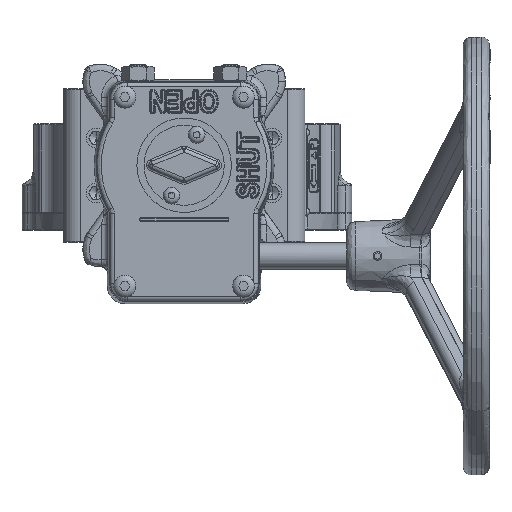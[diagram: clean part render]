
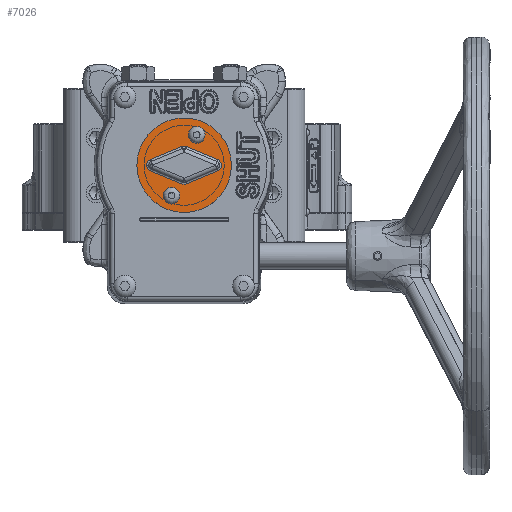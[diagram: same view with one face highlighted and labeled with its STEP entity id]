
A CAD part, top view. The second image highlights one B-rep face of the part: STEP entity #7026.
In plain terms, the highlighted planar face has unit normal (0, 0, 1).
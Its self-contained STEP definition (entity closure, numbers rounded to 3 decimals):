
#6926=CARTESIAN_POINT('',(-1.204,0.,221.25));
#6927=DIRECTION('',(0.,0.,-1.));
#6928=DIRECTION('',(0.,-1.,0.));
#6929=AXIS2_PLACEMENT_3D('',#6926,#6927,#6928);
#6930=PLANE('',#6929);
#6931=CARTESIAN_POINT('',(-1.204,-21.5,221.25));
#6932=VERTEX_POINT('',#6931);
#6933=CARTESIAN_POINT('',(-1.204,21.5,221.25));
#6934=VERTEX_POINT('',#6933);
#6935=CARTESIAN_POINT('',(-1.204,0.,221.25));
#6936=DIRECTION('',(0.,0.,-1.));
#6937=DIRECTION('',(0.,-1.,0.));
#6938=AXIS2_PLACEMENT_3D('',#6935,#6936,#6937);
#6939=CIRCLE('',#6938,21.5);
#6940=EDGE_CURVE('NONE',#6932,#6934,#6939,.T.);
#6941=ORIENTED_EDGE('',*,*,#6940,.F.);
#6942=CARTESIAN_POINT('',(-1.204,0.,221.25));
#6943=DIRECTION('',(0.,0.,-1.));
#6944=DIRECTION('',(0.,-1.,0.));
#6945=AXIS2_PLACEMENT_3D('',#6942,#6943,#6944);
#6946=CIRCLE('',#6945,21.5);
#6947=EDGE_CURVE('NONE',#6934,#6932,#6946,.T.);
#6948=ORIENTED_EDGE('',*,*,#6947,.F.);
#6949=EDGE_LOOP('',(#6941,#6948));
#6950=FACE_BOUND('',#6949,.T.);
#6951=CARTESIAN_POINT('',(-16.498,2.613,221.25));
#6952=VERTEX_POINT('',#6951);
#6953=CARTESIAN_POINT('',(-18.244,0.,221.25));
#6954=VERTEX_POINT('',#6953);
#6955=CARTESIAN_POINT('',(-16.498,2.613,221.25));
#6956=CARTESIAN_POINT('',(-17.588,2.161,221.25));
#6957=CARTESIAN_POINT('',(-18.244,1.18,221.25));
#6958=CARTESIAN_POINT('',(-18.244,0.,221.25));
#6959=(BOUNDED_CURVE()
B_SPLINE_CURVE(3,(#6955,#6956,#6957,#6958),.UNSPECIFIED.,.F.,.F.)
B_SPLINE_CURVE_WITH_KNOTS((4,4),(0.,0.5),.UNSPECIFIED.)
CURVE()
GEOMETRIC_REPRESENTATION_ITEM()
RATIONAL_B_SPLINE_CURVE((1.,0.888,0.888,1.))
REPRESENTATION_ITEM(''));
#6960=EDGE_CURVE('NONE',#6952,#6954,#6959,.T.);
#6961=ORIENTED_EDGE('',*,*,#6960,.F.);
#6962=CARTESIAN_POINT('',(-2.287,8.5,221.25));
#6963=VERTEX_POINT('',#6962);
#6964=CARTESIAN_POINT('',(-2.287,8.5,221.25));
#6965=CARTESIAN_POINT('',(-16.498,2.613,221.25));
#6966=B_SPLINE_CURVE_WITH_KNOTS('',1,(#6964,#6965),.UNSPECIFIED.,.F.,.F.,(2,2),(0.,15.382),.UNSPECIFIED.);
#6967=EDGE_CURVE('NONE',#6963,#6952,#6966,.T.);
#6968=ORIENTED_EDGE('',*,*,#6967,.F.);
#6969=CARTESIAN_POINT('',(-0.122,8.5,221.25));
#6970=VERTEX_POINT('',#6969);
#6971=CARTESIAN_POINT('',(-0.122,8.5,221.25));
#6972=CARTESIAN_POINT('',(-0.824,8.79,221.25));
#6973=CARTESIAN_POINT('',(-1.584,8.79,221.25));
#6974=CARTESIAN_POINT('',(-2.287,8.5,221.25));
#6975=(BOUNDED_CURVE()
B_SPLINE_CURVE(3,(#6971,#6972,#6973,#6974),.UNSPECIFIED.,.F.,.F.)
B_SPLINE_CURVE_WITH_KNOTS((4,4),(0.,1.),.UNSPECIFIED.)
CURVE()
GEOMETRIC_REPRESENTATION_ITEM()
RATIONAL_B_SPLINE_CURVE((1.,0.949,0.949,1.))
REPRESENTATION_ITEM(''));
#6976=EDGE_CURVE('NONE',#6970,#6963,#6975,.T.);
#6977=ORIENTED_EDGE('',*,*,#6976,.F.);
#6978=CARTESIAN_POINT('',(14.089,2.613,221.25));
#6979=VERTEX_POINT('',#6978);
#6980=CARTESIAN_POINT('',(14.089,2.613,221.25));
#6981=CARTESIAN_POINT('',(-0.122,8.5,221.25));
#6982=B_SPLINE_CURVE_WITH_KNOTS('',1,(#6980,#6981),.UNSPECIFIED.,.F.,.F.,(2,2),(0.,15.382),.UNSPECIFIED.);
#6983=EDGE_CURVE('NONE',#6979,#6970,#6982,.T.);
#6984=ORIENTED_EDGE('',*,*,#6983,.F.);
#6985=CARTESIAN_POINT('',(14.089,-2.613,221.25));
#6986=VERTEX_POINT('',#6985);
#6987=CARTESIAN_POINT('',(14.089,-2.613,221.25));
#6988=CARTESIAN_POINT('',(16.824,-1.48,221.25));
#6989=CARTESIAN_POINT('',(16.824,1.48,221.25));
#6990=CARTESIAN_POINT('',(14.089,2.613,221.25));
#6991=(BOUNDED_CURVE()
B_SPLINE_CURVE(3,(#6987,#6988,#6989,#6990),.UNSPECIFIED.,.F.,.F.)
B_SPLINE_CURVE_WITH_KNOTS((4,4),(0.,1.),.UNSPECIFIED.)
CURVE()
GEOMETRIC_REPRESENTATION_ITEM()
RATIONAL_B_SPLINE_CURVE((1.,0.588,0.588,1.))
REPRESENTATION_ITEM(''));
#6992=EDGE_CURVE('NONE',#6986,#6979,#6991,.T.);
#6993=ORIENTED_EDGE('',*,*,#6992,.F.);
#6994=CARTESIAN_POINT('',(-0.122,-8.5,221.25));
#6995=VERTEX_POINT('',#6994);
#6996=CARTESIAN_POINT('',(-0.122,-8.5,221.25));
#6997=CARTESIAN_POINT('',(14.089,-2.613,221.25));
#6998=B_SPLINE_CURVE_WITH_KNOTS('',1,(#6996,#6997),.UNSPECIFIED.,.F.,.F.,(2,2),(0.,15.382),.UNSPECIFIED.);
#6999=EDGE_CURVE('NONE',#6995,#6986,#6998,.T.);
#7000=ORIENTED_EDGE('',*,*,#6999,.F.);
#7001=CARTESIAN_POINT('',(-2.287,-8.5,221.25));
#7002=VERTEX_POINT('',#7001);
#7003=CARTESIAN_POINT('',(-2.287,-8.5,221.25));
#7004=CARTESIAN_POINT('',(-1.584,-8.79,221.25));
#7005=CARTESIAN_POINT('',(-0.824,-8.79,221.25));
#7006=CARTESIAN_POINT('',(-0.122,-8.5,221.25));
#7007=(BOUNDED_CURVE()
B_SPLINE_CURVE(3,(#7003,#7004,#7005,#7006),.UNSPECIFIED.,.F.,.F.)
B_SPLINE_CURVE_WITH_KNOTS((4,4),(0.,1.),.UNSPECIFIED.)
CURVE()
GEOMETRIC_REPRESENTATION_ITEM()
RATIONAL_B_SPLINE_CURVE((1.,0.949,0.949,1.))
REPRESENTATION_ITEM(''));
#7008=EDGE_CURVE('NONE',#7002,#6995,#7007,.T.);
#7009=ORIENTED_EDGE('',*,*,#7008,.F.);
#7010=CARTESIAN_POINT('',(-16.498,-2.613,221.25));
#7011=VERTEX_POINT('',#7010);
#7012=CARTESIAN_POINT('',(-16.498,-2.613,221.25));
#7013=CARTESIAN_POINT('',(-2.287,-8.5,221.25));
#7014=B_SPLINE_CURVE_WITH_KNOTS('',1,(#7012,#7013),.UNSPECIFIED.,.F.,.F.,(2,2),(0.,15.382),.UNSPECIFIED.);
#7015=EDGE_CURVE('NONE',#7011,#7002,#7014,.T.);
#7016=ORIENTED_EDGE('',*,*,#7015,.F.);
#7017=CARTESIAN_POINT('',(-18.244,0.,221.25));
#7018=CARTESIAN_POINT('',(-18.244,-1.18,221.25));
#7019=CARTESIAN_POINT('',(-17.588,-2.161,221.25));
#7020=CARTESIAN_POINT('',(-16.498,-2.613,221.25));
#7021=(BOUNDED_CURVE()
B_SPLINE_CURVE(3,(#7017,#7018,#7019,#7020),.UNSPECIFIED.,.F.,.F.)
B_SPLINE_CURVE_WITH_KNOTS((4,4),(0.5,1.),.UNSPECIFIED.)
CURVE()
GEOMETRIC_REPRESENTATION_ITEM()
RATIONAL_B_SPLINE_CURVE((1.,0.888,0.888,1.))
REPRESENTATION_ITEM(''));
#7022=EDGE_CURVE('NONE',#6954,#7011,#7021,.T.);
#7023=ORIENTED_EDGE('',*,*,#7022,.F.);
#7024=EDGE_LOOP('',(#6961,#6968,#6977,#6984,#6993,#7000,#7009,#7016,#7023));
#7025=FACE_BOUND('',#7024,.T.);
#7026=ADVANCED_FACE('NONE',(#6950,#7025),#6930,.F.);
